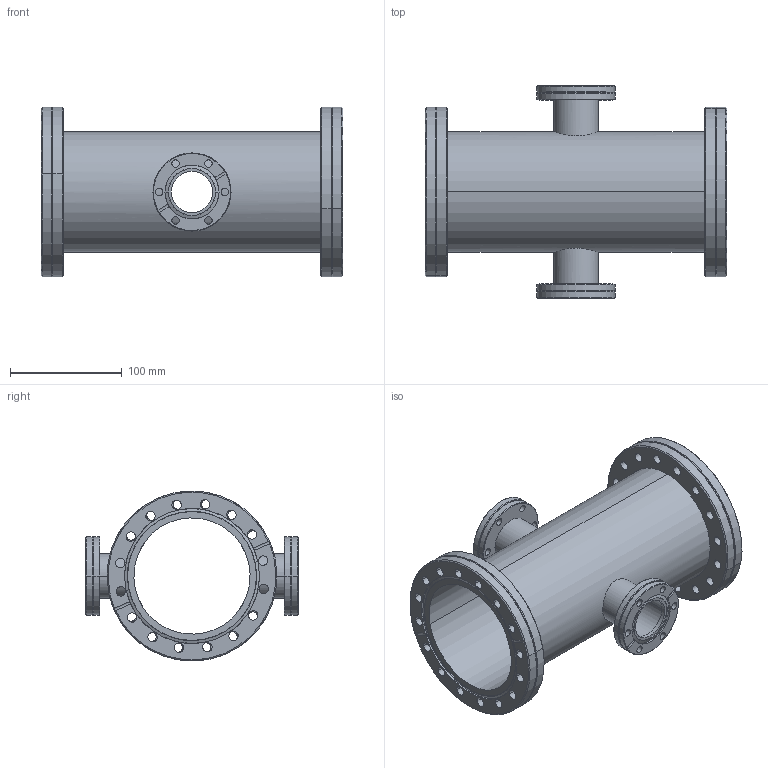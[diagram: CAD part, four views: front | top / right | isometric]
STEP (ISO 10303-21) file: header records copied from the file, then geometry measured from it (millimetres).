
FILE_DESCRIPTION (( 'STEP AP214' ), '1' );
FILE_NAME ('420RKR100-040.stp', '2017-05-31T08:22:29', ( '' ), ( '' ), 'SwSTEP 2.0', 'SolidWorks 2015', '' );
FILE_SCHEMA (( 'AUTOMOTIVE_DESIGN' ));
Length unit declared in the file: millimetre
Products named in the file (1): 420RKR100-040
Bounding box: 270 x 190 x 151.96 mm (x, y, z)
Volume: 559305.2 mm3; surface area: 290557.8 mm2
Topology: 6 solids, 7 shells, 250 faces, 626 edges, 394 vertices
Faces by surface type: cylinder 158, cone 38, torus 28, plane 26
Entity records: 11673 total; most frequent: CARTESIAN_POINT 2401, DIRECTION 1466, ORIENTED_EDGE 1252, AXIS2_PLACEMENT_3D 633, EDGE_CURVE 626, VERTEX_POINT 394, CIRCLE 382, EDGE_LOOP 360
